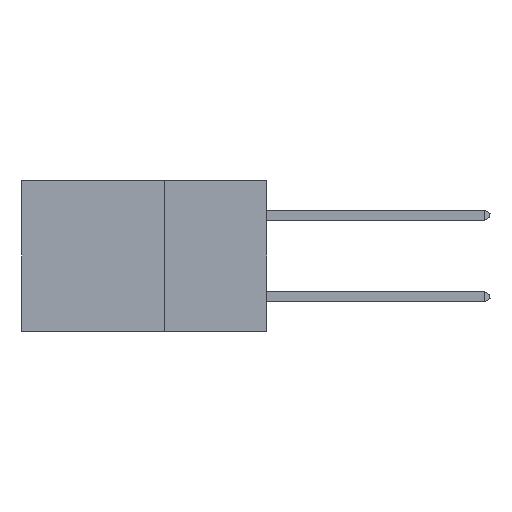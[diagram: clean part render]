
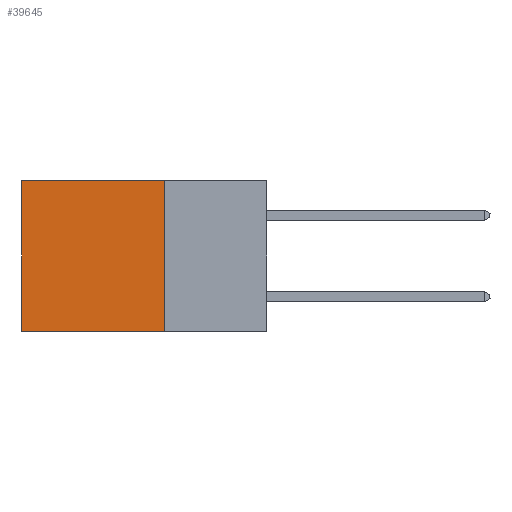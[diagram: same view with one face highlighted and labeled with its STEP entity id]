
A CAD part, left-side view. The second image highlights one B-rep face of the part: STEP entity #39645.
In plain terms, the highlighted planar face has unit normal (-1, 0, 0).
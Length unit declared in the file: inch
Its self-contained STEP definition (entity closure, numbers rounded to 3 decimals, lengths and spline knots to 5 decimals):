
#398 = CARTESIAN_POINT ( 'NONE',  ( 0.2875, 0.6, -0.37 ) ) ;
#1959 = VECTOR ( 'NONE', #39564, 39.37008 ) ;
#2053 = LINE ( 'NONE', #3279, #30458 ) ;
#2509 = VERTEX_POINT ( 'NONE', #37918 ) ;
#2642 = ORIENTED_EDGE ( 'NONE', *, *, #26299, .F. ) ;
#2968 = DIRECTION ( 'NONE',  ( 0., 0., -1. ) ) ;
#3279 = CARTESIAN_POINT ( 'NONE',  ( 0.2875, 0.6, 0. ) ) ;
#4041 = VECTOR ( 'NONE', #44950, 39.37008 ) ;
#11827 = LINE ( 'NONE', #17113, #1959 ) ;
#12301 = AXIS2_PLACEMENT_3D ( 'NONE', #29041, #29207, #32417 ) ;
#12801 = ORIENTED_EDGE ( 'NONE', *, *, #17319, .F. ) ;
#13219 = CARTESIAN_POINT ( 'NONE',  ( 0.2875, 0.25, 0. ) ) ;
#13460 = CARTESIAN_POINT ( 'NONE',  ( 0.2875, 0.25, 0. ) ) ;
#13805 = PLANE ( 'NONE',  #12301 ) ;
#14665 = VECTOR ( 'NONE', #42226, 39.37008 ) ;
#14722 = VERTEX_POINT ( 'NONE', #13219 ) ;
#17113 = CARTESIAN_POINT ( 'NONE',  ( 0.2875, 0.25, -0.37 ) ) ;
#17319 = EDGE_CURVE ( 'NONE', #14722, #2509, #42413, .T. ) ;
#21500 = FACE_OUTER_BOUND ( 'NONE', #24045, .T. ) ;
#24045 = EDGE_LOOP ( 'NONE', ( #34398, #2642, #12801, #44257 ) ) ;
#24364 = CARTESIAN_POINT ( 'NONE',  ( 0.2875, 0.6, 0. ) ) ;
#26299 = EDGE_CURVE ( 'NONE', #2509, #35558, #11827, .T. ) ;
#28574 = VERTEX_POINT ( 'NONE', #24364 ) ;
#29041 = CARTESIAN_POINT ( 'NONE',  ( 0.2875, 0.25, 0. ) ) ;
#29207 = DIRECTION ( 'NONE',  ( 1., 0., 0. ) ) ;
#30120 = LINE ( 'NONE', #33985, #4041 ) ;
#30458 = VECTOR ( 'NONE', #2968, 39.37008 ) ;
#32417 = DIRECTION ( 'NONE',  ( 0., 0., -1. ) ) ;
#33262 = EDGE_CURVE ( 'NONE', #28574, #35558, #2053, .T. ) ;
#33985 = CARTESIAN_POINT ( 'NONE',  ( 0.2875, 0.25, 0. ) ) ;
#34398 = ORIENTED_EDGE ( 'NONE', *, *, #33262, .T. ) ;
#35558 = VERTEX_POINT ( 'NONE', #398 ) ;
#37918 = CARTESIAN_POINT ( 'NONE',  ( 0.2875, 0.25, -0.37 ) ) ;
#39564 = DIRECTION ( 'NONE',  ( 0., 1., 0. ) ) ;
#39645 = ADVANCED_FACE ( 'NONE', ( #21500 ), #13805, .F. ) ;
#39896 = EDGE_CURVE ( 'NONE', #14722, #28574, #30120, .T. ) ;
#42226 = DIRECTION ( 'NONE',  ( 0., 0., -1. ) ) ;
#42413 = LINE ( 'NONE', #13460, #14665 ) ;
#44257 = ORIENTED_EDGE ( 'NONE', *, *, #39896, .T. ) ;
#44950 = DIRECTION ( 'NONE',  ( 0., 1., 0. ) ) ;
